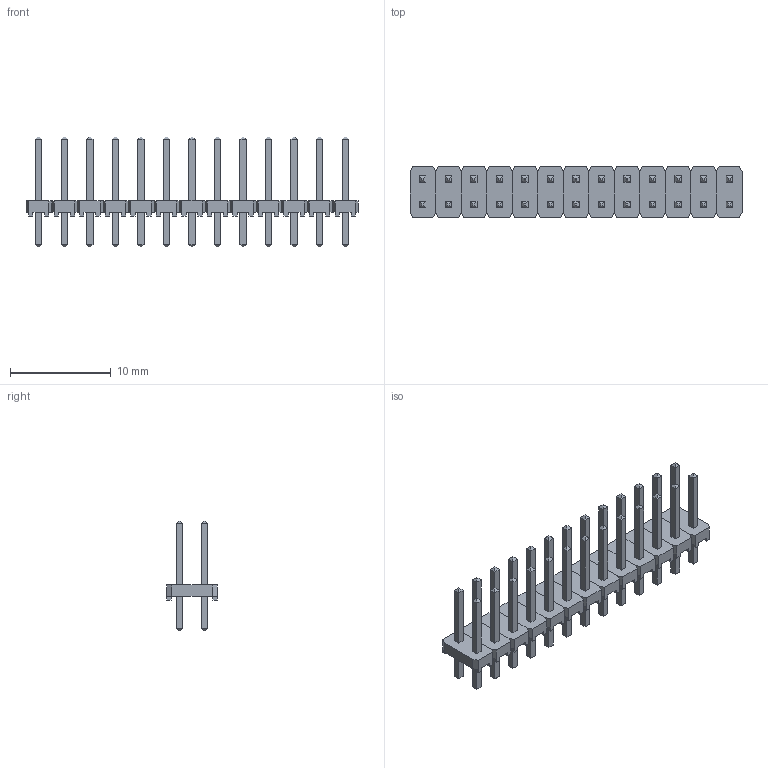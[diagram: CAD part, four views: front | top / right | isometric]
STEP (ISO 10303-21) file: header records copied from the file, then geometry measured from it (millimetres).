
FILE_DESCRIPTION((''),'2;1');
FILE_NAME('SAMTEC_MTLW-113-07-L-D-250.stp','2013-08-27T13:38:17',(''),(''),'Mechanical Desktop 2011','Mechanical Desktop 2011',', , ');
FILE_SCHEMA(('AUTOMOTIVE_DESIGN { 1 2 10303 214 1 1 1 1 }'));
Length unit declared in the file: millimetre
Products named in the file (1): Product
Bounding box: 33.02 x 5.03 x 10.92 mm (x, y, z)
Volume: 289.6 mm3; surface area: 1238.6 mm2
Topology: 65 solids, 65 shells, 858 faces, 1924 edges, 1196 vertices
Faces by surface type: plane 533, bspline 325
Entity records: 22983 total; most frequent: CARTESIAN_POINT 4954, ORIENTED_EDGE 3848, DIRECTION 2992, VECTOR 1924, LINE 1924, EDGE_CURVE 1924, VERTEX_POINT 1196, EDGE_LOOP 858
